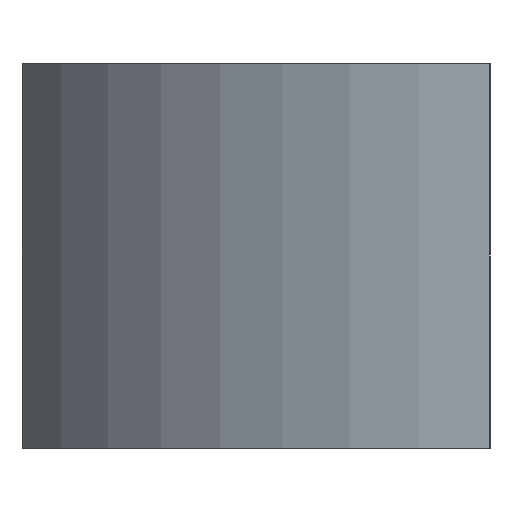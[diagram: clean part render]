
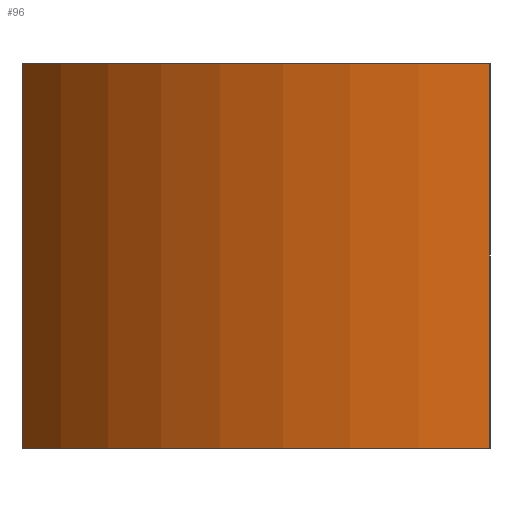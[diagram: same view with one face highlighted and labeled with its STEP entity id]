
A CAD part, front view. The second image highlights one B-rep face of the part: STEP entity #96.
In plain terms, the highlighted cylindrical face has radius 35.155 mm (diameter 70.31 mm), a partial arc.
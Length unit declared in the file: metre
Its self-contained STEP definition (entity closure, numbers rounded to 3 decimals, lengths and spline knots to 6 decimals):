
#19=LINE('',#166,#27);
#21=LINE('',#172,#29);
#27=VECTOR('',#136,1.);
#29=VECTOR('',#142,1.);
#40=ORIENTED_EDGE('',*,*,#63,.T.);
#41=ORIENTED_EDGE('',*,*,#64,.F.);
#42=ORIENTED_EDGE('',*,*,#65,.F.);
#43=ORIENTED_EDGE('',*,*,#61,.T.);
#61=EDGE_CURVE('',#73,#72,#19,.T.);
#63=EDGE_CURVE('',#72,#74,#78,.T.);
#64=EDGE_CURVE('',#75,#74,#21,.T.);
#65=EDGE_CURVE('',#73,#75,#79,.T.);
#72=VERTEX_POINT('',#165);
#73=VERTEX_POINT('',#167);
#74=VERTEX_POINT('',#171);
#75=VERTEX_POINT('',#173);
#78=CIRCLE('',#118,0.035155);
#79=CIRCLE('',#119,0.035155);
#82=EDGE_LOOP('',(#40,#41,#42,#43));
#88=FACE_BOUND('',#82,.T.);
#93=CYLINDRICAL_SURFACE('',#117,0.035155);
#96=ADVANCED_FACE('',(#88),#93,.T.);
#117=AXIS2_PLACEMENT_3D('',#169,#138,#139);
#118=AXIS2_PLACEMENT_3D('',#170,#140,#141);
#119=AXIS2_PLACEMENT_3D('',#174,#143,#144);
#136=DIRECTION('',(0.,0.,-1.));
#138=DIRECTION('',(0.,0.,-1.));
#139=DIRECTION('',(-1.,0.,0.));
#140=DIRECTION('',(0.,0.,1.));
#141=DIRECTION('',(1.,0.,0.));
#142=DIRECTION('',(0.,0.,-1.));
#143=DIRECTION('',(0.,0.,1.));
#144=DIRECTION('',(1.,0.,0.));
#165=CARTESIAN_POINT('',(-0.030445,-0.017578,0.));
#166=CARTESIAN_POINT('',(-0.030445,-0.017578,0.025));
#167=CARTESIAN_POINT('',(-0.030445,-0.017578,0.025));
#169=CARTESIAN_POINT('',(0.,0.,0.025));
#170=CARTESIAN_POINT('',(0.,0.,0.));
#171=CARTESIAN_POINT('',(0.,-0.035155,0.));
#172=CARTESIAN_POINT('',(0.,-0.035155,0.025));
#173=CARTESIAN_POINT('',(0.,-0.035155,0.025));
#174=CARTESIAN_POINT('',(0.,0.,0.025));
